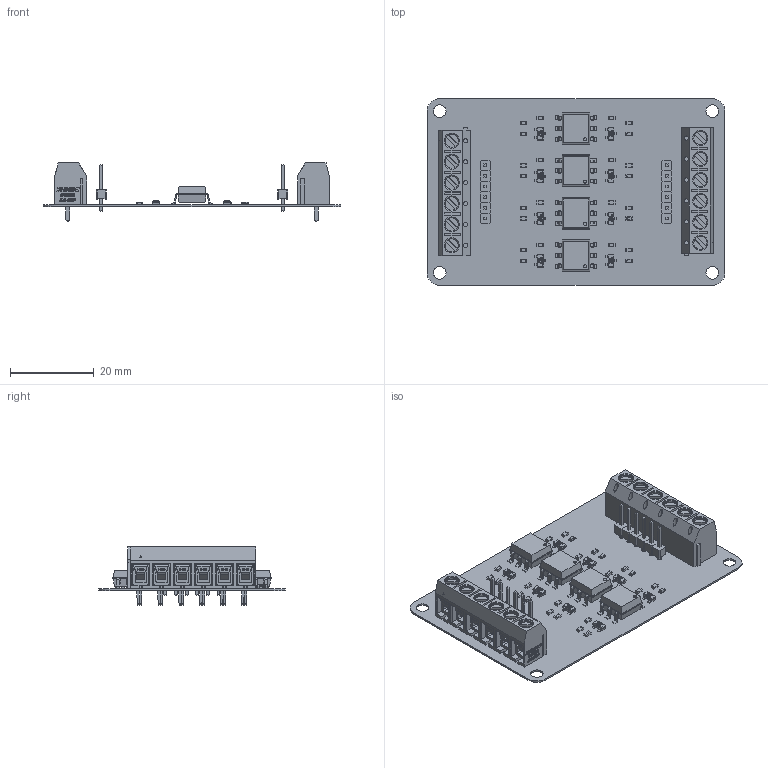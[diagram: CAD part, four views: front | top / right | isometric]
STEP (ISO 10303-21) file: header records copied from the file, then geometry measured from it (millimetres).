
FILE_DESCRIPTION(('Open CASCADE Model'),'2;1');
FILE_NAME('Open CASCADE Shape Model','2022-03-23T16:08:35',('Author'),( 'Open CASCADE'),'Open CASCADE STEP processor 6.8','Open CASCADE 6.8' ,'Unknown');
FILE_SCHEMA(('AUTOMOTIVE_DESIGN { 1 0 10303 214 1 1 1 1 }'));
Length unit declared in the file: millimetre
Products named in the file (55): PCB; Board; Open CASCADE STEP translator 6.8 1.1.1; CN3; DG306-5.0-06P-12-00AH; CN2; U4; CNY17-4X017; U3; U2; U1; R20; SW3DPS-RESISTOR_0603-DEFAULT; R19; R18; R17; R16; R15; R14; R13; R12; R11; R10; R9; R8; R7; R6; R5; R4; R3; R2; R1; Q8; User_Library-SOT95P240X110-3M[SOT23-3_TO-236AB]; Q7; Q6; Q5; Q4; Q3; Q2 ...
Assembly tree (93 placements, depth 4):
  PCB
    Board
      Open CASCADE STEP translator 6.8 1.1.1
    CN3
      DG306-5.0-06P-12-00AH
    CN2
      DG306-5.0-06P-12-00AH
    U4
      CNY17-4X017
    U3
      CNY17-4X017
    U2
      CNY17-4X017
    U1
      CNY17-4X017
    R20
      SW3DPS-RESISTOR_0603-DEFAULT
    R19
      SW3DPS-RESISTOR_0603-DEFAULT
    R18
      SW3DPS-RESISTOR_0603-DEFAULT
    R17
      SW3DPS-RESISTOR_0603-DEFAULT
    R16
      SW3DPS-RESISTOR_0603-DEFAULT
    R15
      SW3DPS-RESISTOR_0603-DEFAULT
    R14
      SW3DPS-RESISTOR_0603-DEFAULT
    R13
      SW3DPS-RESISTOR_0603-DEFAULT
    R12
      SW3DPS-RESISTOR_0603-DEFAULT
    R11
      SW3DPS-RESISTOR_0603-DEFAULT
    R10
      SW3DPS-RESISTOR_0603-DEFAULT
    R9
      SW3DPS-RESISTOR_0603-DEFAULT
    R8
      SW3DPS-RESISTOR_0603-DEFAULT
    R7
      SW3DPS-RESISTOR_0603-DEFAULT
    R6
      SW3DPS-RESISTOR_0603-DEFAULT
    R5
      SW3DPS-RESISTOR_0603-DEFAULT
    R4
      SW3DPS-RESISTOR_0603-DEFAULT
    R3
      SW3DPS-RESISTOR_0603-DEFAULT
    R2
      SW3DPS-RESISTOR_0603-DEFAULT
    R1
      SW3DPS-RESISTOR_0603-DEFAULT
    Q8
      User_Library-SOT95P240X110-3M[SOT23-3_TO-236AB]
    Q7
      User_Library-SOT95P240X110-3M[SOT23-3_TO-236AB]
    Q6
Bounding box: 71 x 44.59 x 13.9 mm (x, y, z)
Volume: 5543.4 mm3; surface area: 14840.3 mm2
Topology: 87 solids, 91 shells, 5538 faces, 14350 edges, 9264 vertices
Faces by surface type: plane 3494, bspline 1132, cylinder 740, torus 84, sphere 64, cone 24
Full cylindrical faces by diameter (mm): 1.016 x12, 1.22 x12, 3 x4
Entity records: 66126 total; most frequent: CARTESIAN_POINT 24098, ORIENTED_EDGE 7534, DIRECTION 6248, EDGE_CURVE 3768, LINE 2584, VECTOR 2584, VERTEX_POINT 2446, AXIS2_PLACEMENT_3D 1832
